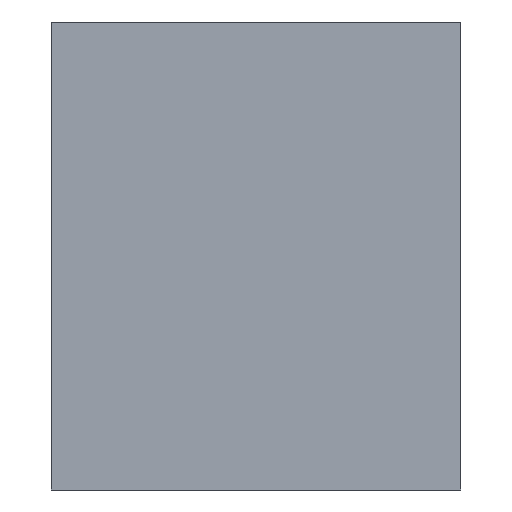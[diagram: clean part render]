
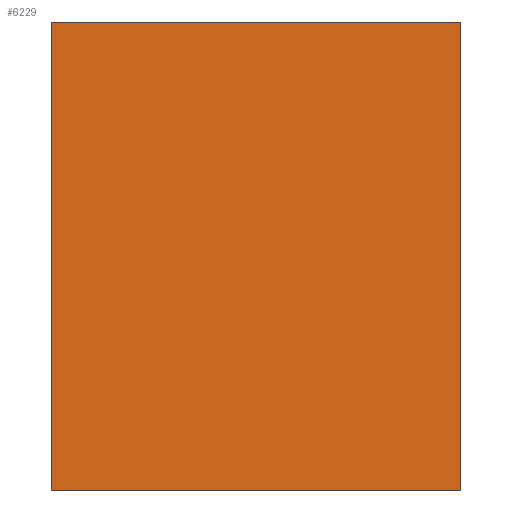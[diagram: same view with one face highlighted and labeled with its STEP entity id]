
A CAD part, front view. The second image highlights one B-rep face of the part: STEP entity #6229.
In plain terms, the highlighted planar face has unit normal (0, -1, 0).
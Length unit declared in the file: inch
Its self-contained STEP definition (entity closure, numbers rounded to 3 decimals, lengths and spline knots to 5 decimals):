
#149 = DIRECTION ( 'NONE',  ( -1., 0., 0. ) ) ;
#343 = VECTOR ( 'NONE', #7638, 39.37008 ) ;
#427 = LINE ( 'NONE', #5143, #4954 ) ;
#457 = VECTOR ( 'NONE', #5732, 39.37008 ) ;
#561 = CARTESIAN_POINT ( 'NONE',  ( -7., -12., 8. ) ) ;
#605 = VERTEX_POINT ( 'NONE', #7425 ) ;
#978 = VERTEX_POINT ( 'NONE', #3463 ) ;
#979 = LINE ( 'NONE', #6908, #457 ) ;
#1576 = PLANE ( 'NONE',  #2211 ) ;
#1600 = VERTEX_POINT ( 'NONE', #3538 ) ;
#1715 = VECTOR ( 'NONE', #149, 39.37008 ) ;
#2146 = DIRECTION ( 'NONE',  ( 0., 0., -1. ) ) ;
#2211 = AXIS2_PLACEMENT_3D ( 'NONE', #2752, #4037, #4582 ) ;
#2752 = CARTESIAN_POINT ( 'NONE',  ( 0., -12., 0. ) ) ;
#3253 = ORIENTED_EDGE ( 'NONE', *, *, #4610, .F. ) ;
#3463 = CARTESIAN_POINT ( 'NONE',  ( 7., -12., -8. ) ) ;
#3538 = CARTESIAN_POINT ( 'NONE',  ( -7., -12., -8. ) ) ;
#4037 = DIRECTION ( 'NONE',  ( 0., -1., 0. ) ) ;
#4123 = VERTEX_POINT ( 'NONE', #561 ) ;
#4224 = ORIENTED_EDGE ( 'NONE', *, *, #5820, .F. ) ;
#4582 = DIRECTION ( 'NONE',  ( 0., 0., -1. ) ) ;
#4610 = EDGE_CURVE ( 'NONE', #1600, #4123, #979, .T. ) ;
#4722 = LINE ( 'NONE', #6415, #343 ) ;
#4954 = VECTOR ( 'NONE', #2146, 39.37008 ) ;
#5143 = CARTESIAN_POINT ( 'NONE',  ( 7., -12., 8. ) ) ;
#5486 = LINE ( 'NONE', #6485, #1715 ) ;
#5732 = DIRECTION ( 'NONE',  ( 0., 0., 1. ) ) ;
#5820 = EDGE_CURVE ( 'NONE', #4123, #605, #4722, .T. ) ;
#5894 = ORIENTED_EDGE ( 'NONE', *, *, #6917, .F. ) ;
#6229 = ADVANCED_FACE ( 'NONE', ( #7471 ), #1576, .T. ) ;
#6415 = CARTESIAN_POINT ( 'NONE',  ( -7., -12., 8. ) ) ;
#6485 = CARTESIAN_POINT ( 'NONE',  ( -7., -12., -8. ) ) ;
#6569 = ORIENTED_EDGE ( 'NONE', *, *, #7463, .F. ) ;
#6908 = CARTESIAN_POINT ( 'NONE',  ( -7., -12., 8. ) ) ;
#6917 = EDGE_CURVE ( 'NONE', #978, #1600, #5486, .T. ) ;
#7336 = EDGE_LOOP ( 'NONE', ( #6569, #4224, #3253, #5894 ) ) ;
#7425 = CARTESIAN_POINT ( 'NONE',  ( 7., -12., 8. ) ) ;
#7463 = EDGE_CURVE ( 'NONE', #605, #978, #427, .T. ) ;
#7471 = FACE_OUTER_BOUND ( 'NONE', #7336, .T. ) ;
#7638 = DIRECTION ( 'NONE',  ( 1., 0., 0. ) ) ;
